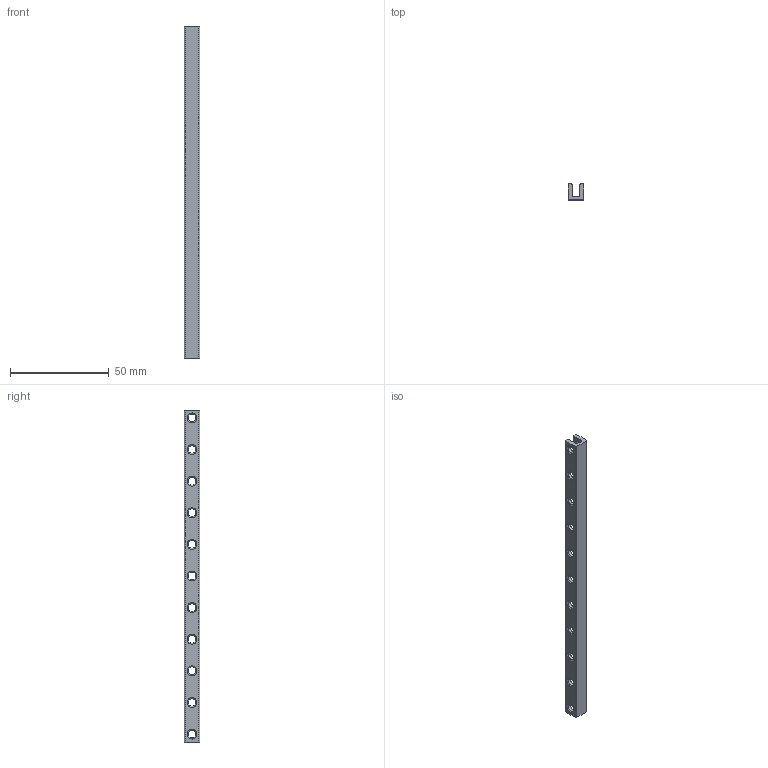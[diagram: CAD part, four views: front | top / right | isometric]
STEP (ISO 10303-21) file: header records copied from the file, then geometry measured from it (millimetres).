
FILE_DESCRIPTION (( 'STEP AP214' ), '1' );
FILE_NAME ('Beam0808-168µ¥¿×Áº.STEP', '2016-10-27T06:50:09', ( 'dell' ), ( '' ), 'SwSTEP 2.0', 'SolidWorks 2013', '' );
FILE_SCHEMA (( 'AUTOMOTIVE_DESIGN' ));
Length unit declared in the file: millimetre
Products named in the file (1): Beam0808-168等謂褽
Bounding box: 8 x 8 x 168 mm (x, y, z)
Volume: 5884.5 mm3; surface area: 7336.4 mm2
Topology: 1 solids, 1 shells, 106 faces, 312 edges, 208 vertices
Faces by surface type: cylinder 52, cone 44, plane 10
Entity records: 3770 total; most frequent: DIRECTION 718, CARTESIAN_POINT 627, ORIENTED_EDGE 624, EDGE_CURVE 312, AXIS2_PLACEMENT_3D 299, VERTEX_POINT 208, CIRCLE 192, EDGE_LOOP 150
